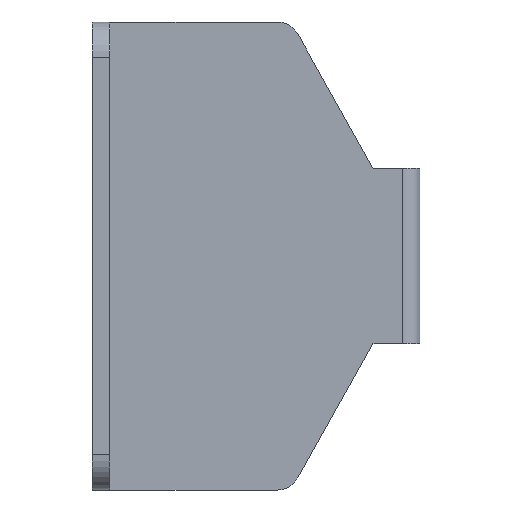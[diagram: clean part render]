
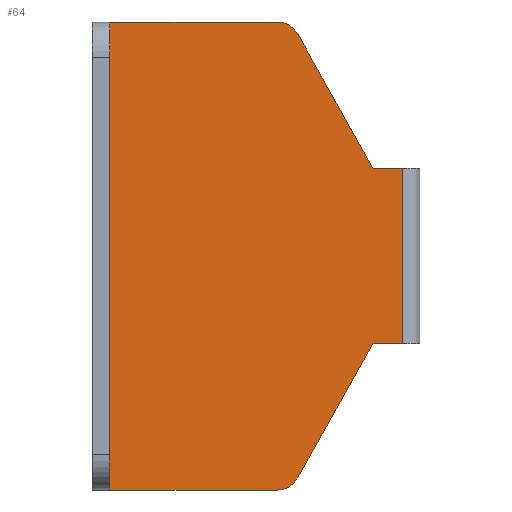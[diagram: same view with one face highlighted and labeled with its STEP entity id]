
A CAD part, left-side view. The second image highlights one B-rep face of the part: STEP entity #64.
In plain terms, the highlighted planar face has unit normal (-1, 0, 0).
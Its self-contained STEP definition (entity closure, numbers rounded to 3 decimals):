
#64=ADVANCED_FACE('',(#318),#317,.F.);
#317=PLANE('',#550);
#318=FACE_OUTER_BOUND('',#551,.T.);
#547=CARTESIAN_POINT('',(12.3,-29.,24.));
#548=DIRECTION('',(1.,0.,0.));
#549=DIRECTION('',(0.,0.,-1.));
#550=AXIS2_PLACEMENT_3D('',#547,#548,#549);
#551=EDGE_LOOP('',(#715,#716,#717,#718,#719,#720,#721,#722,#723,#724));
#715=ORIENTED_EDGE('',*,*,#850,.T.);
#716=ORIENTED_EDGE('',*,*,#804,.T.);
#717=ORIENTED_EDGE('',*,*,#851,.F.);
#718=ORIENTED_EDGE('',*,*,#842,.T.);
#719=ORIENTED_EDGE('',*,*,#846,.F.);
#720=ORIENTED_EDGE('',*,*,#826,.T.);
#721=ORIENTED_EDGE('',*,*,#807,.T.);
#722=ORIENTED_EDGE('',*,*,#835,.T.);
#723=ORIENTED_EDGE('',*,*,#836,.F.);
#724=ORIENTED_EDGE('',*,*,#839,.T.);
#804=EDGE_CURVE('',#1077,#1084,#1091,.T.);
#807=EDGE_CURVE('',#1109,#1110,#1111,.T.);
#826=EDGE_CURVE('',#1238,#1109,#1239,.T.);
#835=EDGE_CURVE('',#1110,#1292,#1299,.T.);
#836=EDGE_CURVE('',#1305,#1292,#1306,.T.);
#839=EDGE_CURVE('',#1305,#1325,#1326,.T.);
#842=EDGE_CURVE('',#1345,#1346,#1347,.T.);
#846=EDGE_CURVE('',#1238,#1346,#1373,.T.);
#850=EDGE_CURVE('',#1325,#1077,#1397,.T.);
#851=EDGE_CURVE('',#1345,#1084,#1403,.T.);
#1077=VERTEX_POINT('',#1631);
#1084=VERTEX_POINT('',#1636);
#1091=LINE('',#1641,#1642);
#1109=VERTEX_POINT('',#1650);
#1110=VERTEX_POINT('',#1651);
#1111=LINE('',#1652,#1653);
#1238=VERTEX_POINT('',#1730);
#1239=LINE('',#1731,#1732);
#1292=VERTEX_POINT('',#1764);
#1299=LINE('',#1768,#1769);
#1305=VERTEX_POINT('',#1771);
#1306=CIRCLE('',#1775,2.);
#1325=VERTEX_POINT('',#1784);
#1326=LINE('',#1785,#1786);
#1345=VERTEX_POINT('',#1795);
#1346=VERTEX_POINT('',#1796);
#1347=LINE('',#1797,#1798);
#1373=CIRCLE('',#1814,2.);
#1397=LINE('',#1825,#1826);
#1403=LINE('',#1828,#1829);
#1631=CARTESIAN_POINT('',(12.3,-26.5,-7.5));
#1636=CARTESIAN_POINT('',(12.3,-26.5,7.5));
#1641=CARTESIAN_POINT('',(12.3,-26.5,-7.5));
#1642=VECTOR('',#1643,15.);
#1643=DIRECTION('',(0.,0.,1.));
#1650=CARTESIAN_POINT('',(12.3,-1.5,20.));
#1651=CARTESIAN_POINT('',(12.3,-1.5,-20.));
#1652=CARTESIAN_POINT('',(12.3,-1.5,20.));
#1653=VECTOR('',#1654,40.);
#1654=DIRECTION('',(0.,0.,-1.));
#1730=CARTESIAN_POINT('',(12.3,-15.828,20.));
#1731=CARTESIAN_POINT('',(12.3,-15.828,20.));
#1732=VECTOR('',#1733,14.328);
#1733=DIRECTION('',(0.,1.,0.));
#1764=CARTESIAN_POINT('',(12.3,-15.828,-20.));
#1768=CARTESIAN_POINT('',(12.3,-1.5,-20.));
#1769=VECTOR('',#1770,14.328);
#1770=DIRECTION('',(0.,-1.,0.));
#1771=CARTESIAN_POINT('',(12.3,-17.578,-18.969));
#1772=CARTESIAN_POINT('',(12.3,-15.828,-18.));
#1773=DIRECTION('',(1.,0.,0.));
#1774=DIRECTION('',(0.,0.,1.));
#1775=AXIS2_PLACEMENT_3D('',#1772,#1773,#1774);
#1784=CARTESIAN_POINT('',(12.3,-24.,-7.5));
#1785=CARTESIAN_POINT('',(12.3,-17.578,-18.969));
#1786=VECTOR('',#1787,13.144);
#1787=DIRECTION('',(0.,-0.489,0.873));
#1795=CARTESIAN_POINT('',(12.3,-24.,7.5));
#1796=CARTESIAN_POINT('',(12.3,-17.573,18.977));
#1797=CARTESIAN_POINT('',(12.3,-24.,7.5));
#1798=VECTOR('',#1799,13.154);
#1799=DIRECTION('',(0.,0.489,0.873));
#1811=CARTESIAN_POINT('',(12.3,-15.828,18.));
#1812=DIRECTION('',(1.,0.,0.));
#1813=DIRECTION('',(0.,0.,1.));
#1814=AXIS2_PLACEMENT_3D('',#1811,#1812,#1813);
#1825=CARTESIAN_POINT('',(12.3,-24.,-7.5));
#1826=VECTOR('',#1827,2.5);
#1827=DIRECTION('',(0.,-1.,0.));
#1828=CARTESIAN_POINT('',(12.3,-24.,7.5));
#1829=VECTOR('',#1830,2.5);
#1830=DIRECTION('',(0.,-1.,0.));
